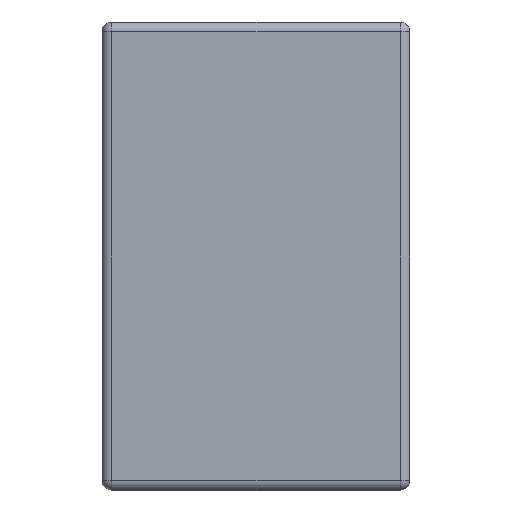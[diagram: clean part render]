
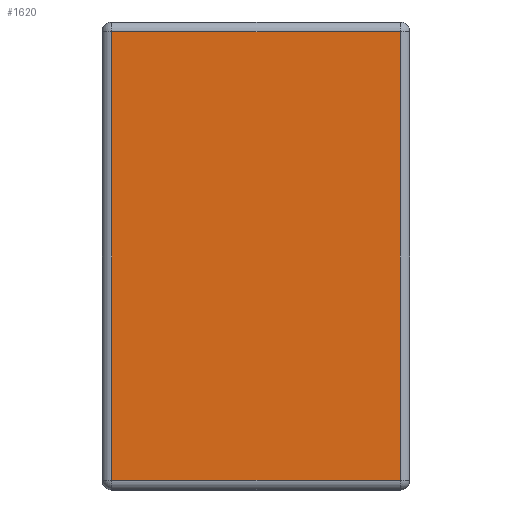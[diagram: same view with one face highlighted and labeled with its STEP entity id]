
A CAD part, left-side view. The second image highlights one B-rep face of the part: STEP entity #1620.
In plain terms, the highlighted planar face has unit normal (-1, 0, 0).
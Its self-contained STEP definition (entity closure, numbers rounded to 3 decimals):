
#3 = CARTESIAN_POINT ( 'NONE',  ( -12.7, 6.15, 0. ) ) ;
#57 = CARTESIAN_POINT ( 'NONE',  ( -12.7, 6.15, -0.2 ) ) ;
#121 = CARTESIAN_POINT ( 'NONE',  ( -12.7, 6.35, 0. ) ) ;
#165 = CARTESIAN_POINT ( 'NONE',  ( -12.7, 0.2, -9.45 ) ) ;
#197 = ORIENTED_EDGE ( 'NONE', *, *, #1847, .T. ) ;
#204 = ORIENTED_EDGE ( 'NONE', *, *, #1856, .T. ) ;
#234 = EDGE_CURVE ( 'NONE', #1819, #1483, #735, .T. ) ;
#242 = VERTEX_POINT ( 'NONE', #1400 ) ;
#308 = DIRECTION ( 'NONE',  ( 0., 0., -1. ) ) ;
#349 = ORIENTED_EDGE ( 'NONE', *, *, #234, .T. ) ;
#354 = DIRECTION ( 'NONE',  ( 0., 1., 0. ) ) ;
#465 = EDGE_LOOP ( 'NONE', ( #349, #204, #1721, #197 ) ) ;
#578 = LINE ( 'NONE', #1702, #599 ) ;
#599 = VECTOR ( 'NONE', #937, 1000. ) ;
#623 = LINE ( 'NONE', #749, #1160 ) ;
#683 = PLANE ( 'NONE',  #1151 ) ;
#735 = LINE ( 'NONE', #1418, #1807 ) ;
#749 = CARTESIAN_POINT ( 'NONE',  ( -12.7, 0.2, 0. ) ) ;
#937 = DIRECTION ( 'NONE',  ( 0., -1., 0. ) ) ;
#1046 = CARTESIAN_POINT ( 'NONE',  ( -12.7, 0.2, -0.2 ) ) ;
#1151 = AXIS2_PLACEMENT_3D ( 'NONE', #121, #1154, #1927 ) ;
#1154 = DIRECTION ( 'NONE',  ( -1., 0., 0. ) ) ;
#1160 = VECTOR ( 'NONE', #1207, 1000. ) ;
#1207 = DIRECTION ( 'NONE',  ( 0., 0., 1. ) ) ;
#1254 = VERTEX_POINT ( 'NONE', #165 ) ;
#1400 = CARTESIAN_POINT ( 'NONE',  ( -12.7, 6.15, -9.45 ) ) ;
#1401 = EDGE_CURVE ( 'NONE', #242, #1254, #578, .T. ) ;
#1418 = CARTESIAN_POINT ( 'NONE',  ( -12.7, 6.35, -0.2 ) ) ;
#1483 = VERTEX_POINT ( 'NONE', #57 ) ;
#1620 = ADVANCED_FACE ( 'NONE', ( #1763 ), #683, .T. ) ;
#1702 = CARTESIAN_POINT ( 'NONE',  ( -12.7, 6.35, -9.45 ) ) ;
#1721 = ORIENTED_EDGE ( 'NONE', *, *, #1401, .T. ) ;
#1763 = FACE_OUTER_BOUND ( 'NONE', #465, .T. ) ;
#1787 = LINE ( 'NONE', #3, #1949 ) ;
#1807 = VECTOR ( 'NONE', #354, 1000. ) ;
#1819 = VERTEX_POINT ( 'NONE', #1046 ) ;
#1847 = EDGE_CURVE ( 'NONE', #1254, #1819, #623, .T. ) ;
#1856 = EDGE_CURVE ( 'NONE', #1483, #242, #1787, .T. ) ;
#1927 = DIRECTION ( 'NONE',  ( 0., 0., 1. ) ) ;
#1949 = VECTOR ( 'NONE', #308, 1000. ) ;
